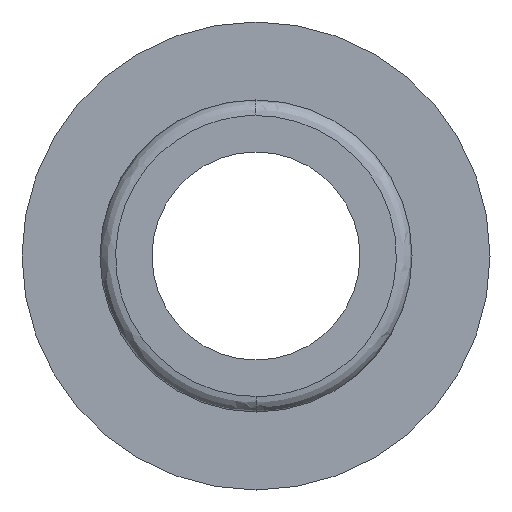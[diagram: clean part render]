
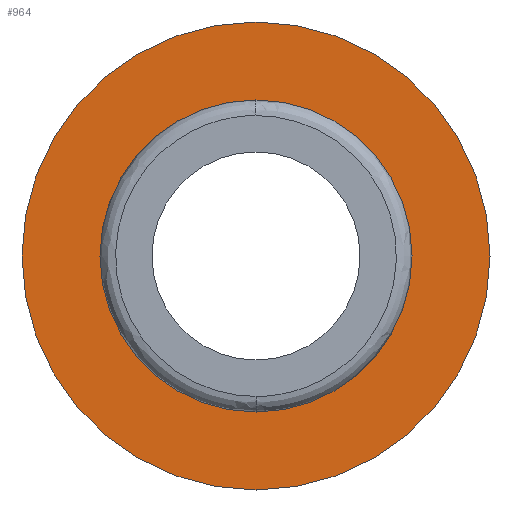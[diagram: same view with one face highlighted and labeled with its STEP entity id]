
A CAD part, front view. The second image highlights one B-rep face of the part: STEP entity #964.
In plain terms, the highlighted planar face has unit normal (0, -1, 0).
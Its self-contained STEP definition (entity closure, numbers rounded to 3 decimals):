
#42 = CIRCLE ( 'NONE', #269, 3. ) ;
#84 = CIRCLE ( 'NONE', #272, 4.5 ) ;
#102 = VERTEX_POINT ( 'NONE', #563 ) ;
#113 = VERTEX_POINT ( 'NONE', #567 ) ;
#122 = ORIENTED_EDGE ( 'NONE', *, *, #306, .T. ) ;
#126 = CIRCLE ( 'NONE', #275, 4.5 ) ;
#134 = ORIENTED_EDGE ( 'NONE', *, *, #295, .F. ) ;
#170 = ORIENTED_EDGE ( 'NONE', *, *, #290, .F. ) ;
#173 = EDGE_LOOP ( 'NONE', ( #252, #122 ) ) ;
#189 = VERTEX_POINT ( 'NONE', #611 ) ;
#247 = VERTEX_POINT ( 'NONE', #624 ) ;
#252 = ORIENTED_EDGE ( 'NONE', *, *, #345, .T. ) ;
#254 = EDGE_LOOP ( 'NONE', ( #170, #134 ) ) ;
#269 = AXIS2_PLACEMENT_3D ( 'NONE', #670, #671, #669 ) ;
#272 = AXIS2_PLACEMENT_3D ( 'NONE', #816, #814, #808 ) ;
#275 = AXIS2_PLACEMENT_3D ( 'NONE', #891, #887, #884 ) ;
#290 = EDGE_CURVE ( 'NONE', #189, #102, #126, .T. ) ;
#295 = EDGE_CURVE ( 'NONE', #102, #189, #84, .T. ) ;
#306 = EDGE_CURVE ( 'NONE', #247, #113, #42, .T. ) ;
#345 = EDGE_CURVE ( 'NONE', #113, #247, #473, .T. ) ;
#362 = AXIS2_PLACEMENT_3D ( 'NONE', #896, #895, #894 ) ;
#377 = AXIS2_PLACEMENT_3D ( 'NONE', #657, #659, #604 ) ;
#427 = FACE_BOUND ( 'NONE', #173, .T. ) ;
#433 = FACE_OUTER_BOUND ( 'NONE', #254, .T. ) ;
#473 = CIRCLE ( 'NONE', #362, 3. ) ;
#563 = CARTESIAN_POINT ( 'NONE',  ( 0., 16., 4.5 ) ) ;
#567 = CARTESIAN_POINT ( 'NONE',  ( 0., 16., -3. ) ) ;
#604 = DIRECTION ( 'NONE',  ( 0., 0., 1. ) ) ;
#611 = CARTESIAN_POINT ( 'NONE',  ( 0., 16., -4.5 ) ) ;
#624 = CARTESIAN_POINT ( 'NONE',  ( 0., 16., 3. ) ) ;
#655 = PLANE ( 'NONE',  #377 ) ;
#657 = CARTESIAN_POINT ( 'NONE',  ( -4.554, 16., -4.554 ) ) ;
#659 = DIRECTION ( 'NONE',  ( 0., 1., 0. ) ) ;
#669 = DIRECTION ( 'NONE',  ( 0., 0., -1. ) ) ;
#670 = CARTESIAN_POINT ( 'NONE',  ( 0., 16., 0. ) ) ;
#671 = DIRECTION ( 'NONE',  ( 0., 1., 0. ) ) ;
#808 = DIRECTION ( 'NONE',  ( 0., 0., -1. ) ) ;
#814 = DIRECTION ( 'NONE',  ( 0., 1., 0. ) ) ;
#816 = CARTESIAN_POINT ( 'NONE',  ( 0., 16., 0. ) ) ;
#884 = DIRECTION ( 'NONE',  ( 0., 0., -1. ) ) ;
#887 = DIRECTION ( 'NONE',  ( 0., 1., 0. ) ) ;
#891 = CARTESIAN_POINT ( 'NONE',  ( 0., 16., 0. ) ) ;
#894 = DIRECTION ( 'NONE',  ( 0., 0., -1. ) ) ;
#895 = DIRECTION ( 'NONE',  ( 0., 1., 0. ) ) ;
#896 = CARTESIAN_POINT ( 'NONE',  ( 0., 16., 0. ) ) ;
#964 = ADVANCED_FACE ( 'NONE', ( #427, #433 ), #655, .F. ) ;
